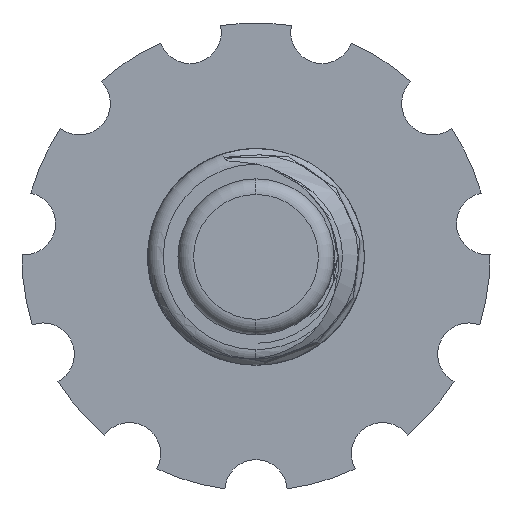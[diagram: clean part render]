
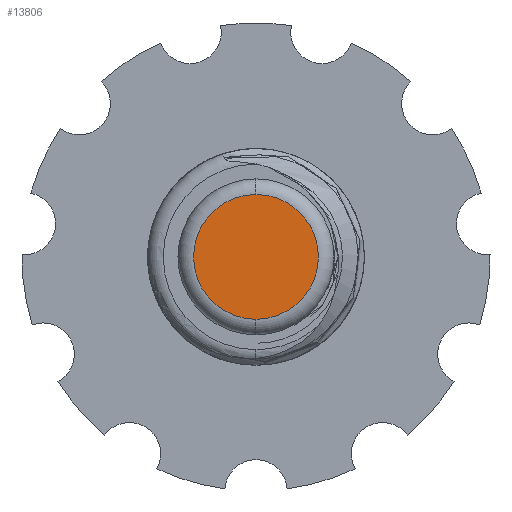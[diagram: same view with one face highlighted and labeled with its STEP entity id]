
A CAD part, front view. The second image highlights one B-rep face of the part: STEP entity #13806.
In plain terms, the highlighted planar face has unit normal (0, -1, 0).
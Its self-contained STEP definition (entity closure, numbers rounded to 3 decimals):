
#784 = CARTESIAN_POINT ( 'NONE',  ( 0., -4.5, 2. ) ) ;
#786 = CARTESIAN_POINT ( 'NONE',  ( 0., -4.5, -2. ) ) ;
#847 = VERTEX_POINT ( 'NONE', #786 ) ;
#849 = VERTEX_POINT ( 'NONE', #784 ) ;
#8909 = CARTESIAN_POINT ( 'NONE',  ( 0., -4.5, 0. ) ) ;
#8911 = PLANE ( 'NONE',  #13938 ) ;
#8913 = DIRECTION ( 'NONE',  ( 0., -1., 0. ) ) ;
#8914 = DIRECTION ( 'NONE',  ( 0., 0., -1. ) ) ;
#9209 = CARTESIAN_POINT ( 'NONE',  ( 0., -4.5, 0. ) ) ;
#9210 = DIRECTION ( 'NONE',  ( 0., -1., 0. ) ) ;
#9211 = DIRECTION ( 'NONE',  ( 0., 0., -1. ) ) ;
#9410 = CARTESIAN_POINT ( 'NONE',  ( 0., -4.5, 0. ) ) ;
#9411 = DIRECTION ( 'NONE',  ( 0., -1., 0. ) ) ;
#9412 = DIRECTION ( 'NONE',  ( 0., 0., -1. ) ) ;
#13806 = ADVANCED_FACE ( 'NONE', ( #19338 ), #8911, .T. ) ;
#13859 = EDGE_CURVE ( 'NONE', #849, #847, #19414, .T. ) ;
#13919 = EDGE_CURVE ( 'NONE', #847, #849, #19478, .T. ) ;
#13938 = AXIS2_PLACEMENT_3D ( 'NONE', #8909, #8913, #8914 ) ;
#13977 = AXIS2_PLACEMENT_3D ( 'NONE', #9209, #9210, #9211 ) ;
#14015 = AXIS2_PLACEMENT_3D ( 'NONE', #9410, #9411, #9412 ) ;
#19338 = FACE_OUTER_BOUND ( 'NONE', #21304, .T. ) ;
#19414 = CIRCLE ( 'NONE', #13977, 2. ) ;
#19478 = CIRCLE ( 'NONE', #14015, 2. ) ;
#19928 = ORIENTED_EDGE ( 'NONE', *, *, #13919, .T. ) ;
#19929 = ORIENTED_EDGE ( 'NONE', *, *, #13859, .T. ) ;
#21304 = EDGE_LOOP ( 'NONE', ( #19928, #19929 ) ) ;
